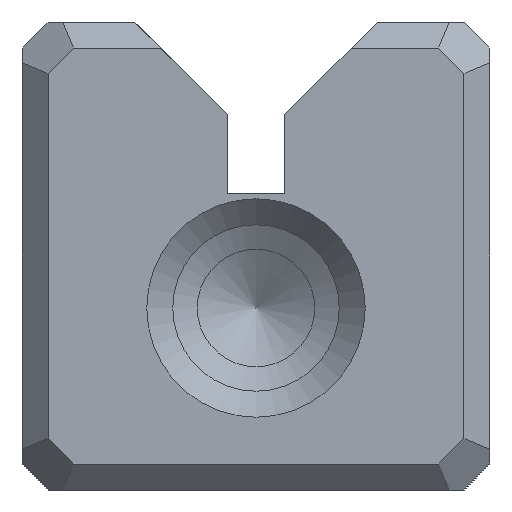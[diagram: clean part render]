
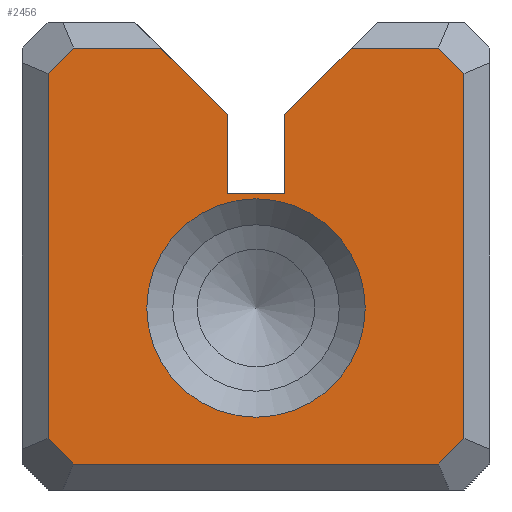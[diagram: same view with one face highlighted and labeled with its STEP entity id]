
A CAD part, left-side view. The second image highlights one B-rep face of the part: STEP entity #2456.
In plain terms, the highlighted planar face has unit normal (-1, 0, 0).
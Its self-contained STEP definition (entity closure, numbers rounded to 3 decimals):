
#2456=ADVANCED_FACE('',(#3327,#3328),#2825,.F.);
#2825=PLANE('',#8660);
#3068=CIRCLE('',#8659,2.1);
#3327=FACE_BOUND('',#3478,.T.);
#3328=FACE_BOUND('',#3479,.T.);
#3478=EDGE_LOOP('',(#4151));
#3479=EDGE_LOOP('',(#4152,#4153,#4154,#4155,#4156,#4157,#4158,#4159,#4160,
#4161,#4162,#4163,#4164,#4165));
#4151=ORIENTED_EDGE('',*,*,#6613,.T.);
#4152=ORIENTED_EDGE('',*,*,#6614,.T.);
#4153=ORIENTED_EDGE('',*,*,#6615,.T.);
#4154=ORIENTED_EDGE('',*,*,#6616,.F.);
#4155=ORIENTED_EDGE('',*,*,#6617,.F.);
#4156=ORIENTED_EDGE('',*,*,#6618,.F.);
#4157=ORIENTED_EDGE('',*,*,#6619,.F.);
#4158=ORIENTED_EDGE('',*,*,#6620,.F.);
#4159=ORIENTED_EDGE('',*,*,#6621,.T.);
#4160=ORIENTED_EDGE('',*,*,#6622,.T.);
#4161=ORIENTED_EDGE('',*,*,#6623,.T.);
#4162=ORIENTED_EDGE('',*,*,#6624,.T.);
#4163=ORIENTED_EDGE('',*,*,#6625,.T.);
#4164=ORIENTED_EDGE('',*,*,#6626,.T.);
#4165=ORIENTED_EDGE('',*,*,#6627,.T.);
#5983=VERTEX_POINT('',#11064);
#5984=VERTEX_POINT('',#11066);
#5985=VERTEX_POINT('',#11067);
#5986=VERTEX_POINT('',#11069);
#5987=VERTEX_POINT('',#11071);
#5988=VERTEX_POINT('',#11073);
#5989=VERTEX_POINT('',#11075);
#5990=VERTEX_POINT('',#11077);
#5991=VERTEX_POINT('',#11079);
#5992=VERTEX_POINT('',#11081);
#5993=VERTEX_POINT('',#11083);
#5994=VERTEX_POINT('',#11085);
#5995=VERTEX_POINT('',#11087);
#5996=VERTEX_POINT('',#11089);
#5997=VERTEX_POINT('',#11091);
#6613=EDGE_CURVE('',#5983,#5983,#3068,.T.);
#6614=EDGE_CURVE('',#5984,#5985,#7447,.T.);
#6615=EDGE_CURVE('',#5985,#5986,#7448,.T.);
#6616=EDGE_CURVE('',#5987,#5986,#7449,.T.);
#6617=EDGE_CURVE('',#5988,#5987,#7450,.T.);
#6618=EDGE_CURVE('',#5989,#5988,#7451,.T.);
#6619=EDGE_CURVE('',#5990,#5989,#7452,.T.);
#6620=EDGE_CURVE('',#5991,#5990,#7453,.T.);
#6621=EDGE_CURVE('',#5991,#5992,#7454,.T.);
#6622=EDGE_CURVE('',#5992,#5993,#7455,.T.);
#6623=EDGE_CURVE('',#5993,#5994,#7456,.T.);
#6624=EDGE_CURVE('',#5994,#5995,#7457,.T.);
#6625=EDGE_CURVE('',#5995,#5996,#7458,.T.);
#6626=EDGE_CURVE('',#5996,#5997,#7459,.T.);
#6627=EDGE_CURVE('',#5997,#5984,#7460,.T.);
#7447=LINE('',#11065,#8131);
#7448=LINE('',#11068,#8132);
#7449=LINE('',#11070,#8133);
#7450=LINE('',#11072,#8134);
#7451=LINE('',#11074,#8135);
#7452=LINE('',#11076,#8136);
#7453=LINE('',#11078,#8137);
#7454=LINE('',#11080,#8138);
#7455=LINE('',#11082,#8139);
#7456=LINE('',#11084,#8140);
#7457=LINE('',#11086,#8141);
#7458=LINE('',#11088,#8142);
#7459=LINE('',#11090,#8143);
#7460=LINE('',#11092,#8144);
#8131=VECTOR('',#9167,1.);
#8132=VECTOR('',#9168,1.);
#8133=VECTOR('',#9169,1.);
#8134=VECTOR('',#9170,1.);
#8135=VECTOR('',#9171,1.);
#8136=VECTOR('',#9172,1.);
#8137=VECTOR('',#9173,1.);
#8138=VECTOR('',#9174,1.);
#8139=VECTOR('',#9175,1.);
#8140=VECTOR('',#9176,1.);
#8141=VECTOR('',#9177,1.);
#8142=VECTOR('',#9178,1.);
#8143=VECTOR('',#9179,1.);
#8144=VECTOR('',#9180,1.);
#8659=AXIS2_PLACEMENT_3D('',#11063,#9165,#9166);
#8660=AXIS2_PLACEMENT_3D('',#11093,#9181,#9182);
#9165=DIRECTION('',(1.,0.,0.));
#9166=DIRECTION('',(0.,0.,-1.));
#9167=DIRECTION('',(0.,0.707,0.707));
#9168=DIRECTION('',(0.,1.,0.));
#9169=DIRECTION('',(0.,-0.707,0.707));
#9170=DIRECTION('',(0.,0.,1.));
#9171=DIRECTION('',(0.,-1.,0.));
#9172=DIRECTION('',(0.,0.,-1.));
#9173=DIRECTION('',(0.,-0.707,-0.707));
#9174=DIRECTION('',(0.,1.,0.));
#9175=DIRECTION('',(0.,0.707,-0.707));
#9176=DIRECTION('',(0.,0.,-1.));
#9177=DIRECTION('',(0.,-0.707,-0.707));
#9178=DIRECTION('',(0.,-1.,0.));
#9179=DIRECTION('',(0.,-0.707,0.707));
#9180=DIRECTION('',(0.,0.,1.));
#9181=DIRECTION('',(1.,0.,0.));
#9182=DIRECTION('',(0.,0.,1.));
#11063=CARTESIAN_POINT('',(-75.,0.,-1.));
#11064=CARTESIAN_POINT('',(-75.,0.,-3.1));
#11065=CARTESIAN_POINT('',(-75.,-3.755,3.755));
#11066=CARTESIAN_POINT('',(-75.,-4.,3.51));
#11067=CARTESIAN_POINT('',(-75.,-3.51,4.));
#11068=CARTESIAN_POINT('',(-75.,-2.328,4.));
#11069=CARTESIAN_POINT('',(-75.,-1.828,4.));
#11070=CARTESIAN_POINT('',(-75.,0.,2.172));
#11071=CARTESIAN_POINT('',(-75.,-0.55,2.722));
#11072=CARTESIAN_POINT('',(-75.,-0.55,1.2));
#11073=CARTESIAN_POINT('',(-75.,-0.55,1.2));
#11074=CARTESIAN_POINT('',(-75.,0.55,1.2));
#11075=CARTESIAN_POINT('',(-75.,0.55,1.2));
#11076=CARTESIAN_POINT('',(-75.,0.55,2.722));
#11077=CARTESIAN_POINT('',(-75.,0.55,2.722));
#11078=CARTESIAN_POINT('',(-75.,4.828,7.));
#11079=CARTESIAN_POINT('',(-75.,1.828,4.));
#11080=CARTESIAN_POINT('',(-75.,4.,4.));
#11081=CARTESIAN_POINT('',(-75.,3.51,4.));
#11082=CARTESIAN_POINT('',(-75.,3.755,3.755));
#11083=CARTESIAN_POINT('',(-75.,4.,3.51));
#11084=CARTESIAN_POINT('',(-75.,4.,-4.));
#11085=CARTESIAN_POINT('',(-75.,4.,-3.51));
#11086=CARTESIAN_POINT('',(-75.,3.755,-3.755));
#11087=CARTESIAN_POINT('',(-75.,3.51,-4.));
#11088=CARTESIAN_POINT('',(-75.,-4.,-4.));
#11089=CARTESIAN_POINT('',(-75.,-3.51,-4.));
#11090=CARTESIAN_POINT('',(-75.,-3.755,-3.755));
#11091=CARTESIAN_POINT('',(-75.,-4.,-3.51));
#11092=CARTESIAN_POINT('',(-75.,-4.,4.));
#11093=CARTESIAN_POINT('',(-75.,0.,0.));
